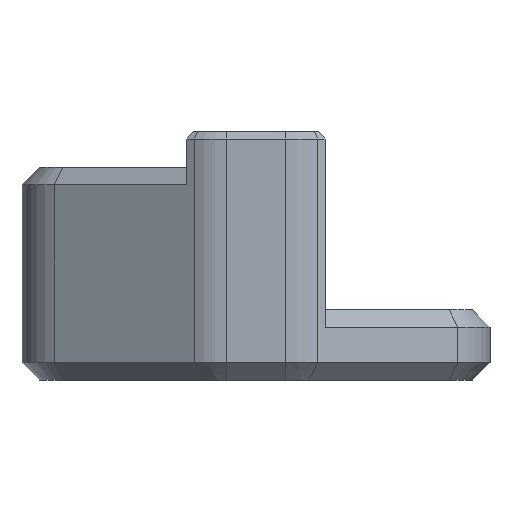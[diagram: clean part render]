
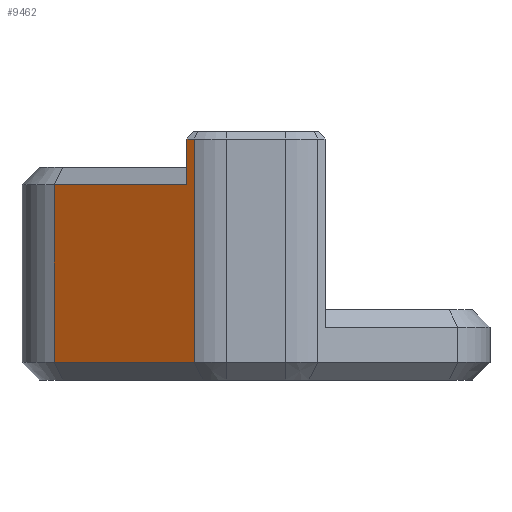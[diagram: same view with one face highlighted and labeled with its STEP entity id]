
A CAD part, left-side view. The second image highlights one B-rep face of the part: STEP entity #9462.
In plain terms, the highlighted planar face has unit normal (-0.866, 0.5, 0).
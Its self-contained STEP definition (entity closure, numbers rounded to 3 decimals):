
#189 = LINE ( 'NONE', #9155, #8039 ) ;
#667 = ORIENTED_EDGE ( 'NONE', *, *, #5271, .T. ) ;
#710 = VECTOR ( 'NONE', #5225, 1000. ) ;
#859 = VERTEX_POINT ( 'NONE', #5141 ) ;
#876 = VECTOR ( 'NONE', #5699, 1000. ) ;
#1052 = CARTESIAN_POINT ( 'NONE',  ( -12.175, 8.625, 4.55 ) ) ;
#1420 = VERTEX_POINT ( 'NONE', #6092 ) ;
#1727 = VERTEX_POINT ( 'NONE', #9492 ) ;
#1863 = DIRECTION ( 'NONE',  ( 0., 0., 1. ) ) ;
#2064 = DIRECTION ( 'NONE',  ( 0., 0., -1. ) ) ;
#2675 = CARTESIAN_POINT ( 'NONE',  ( -13.903, 5.632, 10.3 ) ) ;
#3254 = CARTESIAN_POINT ( 'NONE',  ( -13.903, 5.632, 8.35 ) ) ;
#3273 = VECTOR ( 'NONE', #10168, 1000. ) ;
#3321 = VERTEX_POINT ( 'NONE', #10247 ) ;
#3377 = CARTESIAN_POINT ( 'NONE',  ( -15.632, 2.638, 10.3 ) ) ;
#3626 = LINE ( 'NONE', #1052, #10394 ) ;
#3631 = VECTOR ( 'NONE', #2064, 1000. ) ;
#3781 = ORIENTED_EDGE ( 'NONE', *, *, #8864, .F. ) ;
#4068 = CARTESIAN_POINT ( 'NONE',  ( -12.17, 8.634, 0.74 ) ) ;
#4086 = LINE ( 'NONE', #6994, #3631 ) ;
#4121 = FACE_OUTER_BOUND ( 'NONE', #4246, .T. ) ;
#4184 = DIRECTION ( 'NONE',  ( -0.5, -0.866, 0. ) ) ;
#4246 = EDGE_LOOP ( 'NONE', ( #7417, #5583, #4933, #667, #6775, #3781 ) ) ;
#4475 = LINE ( 'NONE', #6217, #710 ) ;
#4933 = ORIENTED_EDGE ( 'NONE', *, *, #8812, .T. ) ;
#4953 = EDGE_CURVE ( 'NONE', #1420, #9268, #4475, .T. ) ;
#5027 = DIRECTION ( 'NONE',  ( -0.866, 0.5, 0. ) ) ;
#5141 = CARTESIAN_POINT ( 'NONE',  ( -15.452, 2.95, 10.3 ) ) ;
#5225 = DIRECTION ( 'NONE',  ( 0., 0., 1. ) ) ;
#5271 = EDGE_CURVE ( 'NONE', #859, #1727, #4086, .T. ) ;
#5583 = ORIENTED_EDGE ( 'NONE', *, *, #4953, .T. ) ;
#5699 = DIRECTION ( 'NONE',  ( 0.5, 0.866, 0. ) ) ;
#5869 = CARTESIAN_POINT ( 'NONE',  ( -12.175, 8.625, 8.35 ) ) ;
#6092 = CARTESIAN_POINT ( 'NONE',  ( -15.632, 2.638, 0.75 ) ) ;
#6217 = CARTESIAN_POINT ( 'NONE',  ( -15.632, 2.638, 5.525 ) ) ;
#6274 = EDGE_CURVE ( 'NONE', #1420, #3321, #189, .T. ) ;
#6775 = ORIENTED_EDGE ( 'NONE', *, *, #7515, .T. ) ;
#6994 = CARTESIAN_POINT ( 'NONE',  ( -15.452, 2.95, 5.525 ) ) ;
#7354 = PLANE ( 'NONE',  #9224 ) ;
#7417 = ORIENTED_EDGE ( 'NONE', *, *, #6274, .F. ) ;
#7515 = EDGE_CURVE ( 'NONE', #1727, #9751, #9624, .T. ) ;
#8039 = VECTOR ( 'NONE', #8349, 1000. ) ;
#8349 = DIRECTION ( 'NONE',  ( 0.5, 0.866, 0. ) ) ;
#8812 = EDGE_CURVE ( 'NONE', #9268, #859, #10055, .T. ) ;
#8864 = EDGE_CURVE ( 'NONE', #3321, #9751, #3626, .T. ) ;
#9155 = CARTESIAN_POINT ( 'NONE',  ( -15.632, 2.638, 0.75 ) ) ;
#9224 = AXIS2_PLACEMENT_3D ( 'NONE', #4068, #5027, #4184 ) ;
#9268 = VERTEX_POINT ( 'NONE', #3377 ) ;
#9462 = ADVANCED_FACE ( 'NONE', ( #4121 ), #7354, .T. ) ;
#9492 = CARTESIAN_POINT ( 'NONE',  ( -15.452, 2.95, 8.35 ) ) ;
#9624 = LINE ( 'NONE', #3254, #876 ) ;
#9751 = VERTEX_POINT ( 'NONE', #5869 ) ;
#10055 = LINE ( 'NONE', #2675, #3273 ) ;
#10168 = DIRECTION ( 'NONE',  ( 0.5, 0.866, 0. ) ) ;
#10247 = CARTESIAN_POINT ( 'NONE',  ( -12.175, 8.625, 0.75 ) ) ;
#10394 = VECTOR ( 'NONE', #1863, 1000. ) ;
